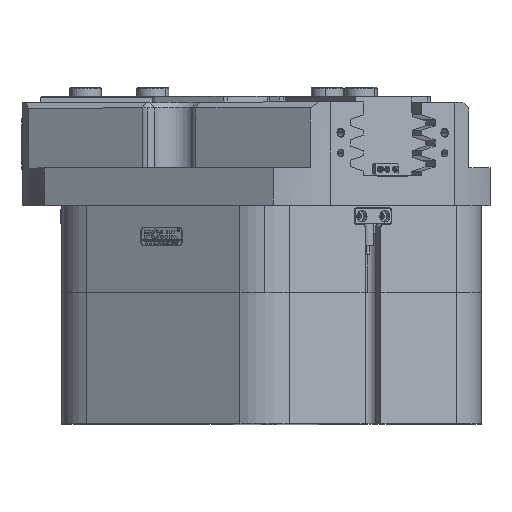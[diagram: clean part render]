
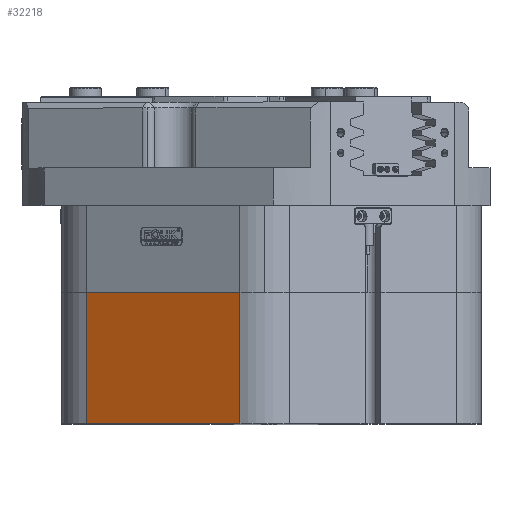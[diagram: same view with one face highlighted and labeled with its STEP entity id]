
A CAD part, top view. The second image highlights one B-rep face of the part: STEP entity #32218.
In plain terms, the highlighted face is planar.
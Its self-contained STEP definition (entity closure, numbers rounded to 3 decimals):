
#165 = CARTESIAN_POINT ( 'NONE',  ( 125., 0., -95.263 ) ) ;
#390 = LINE ( 'NONE', #165, #43501 ) ;
#1086 = EDGE_CURVE ( 'NONE', #26394, #44371, #43020, .T. ) ;
#1845 = CARTESIAN_POINT ( 'NONE',  ( 20., 0., -155.885 ) ) ;
#2101 = CARTESIAN_POINT ( 'NONE',  ( 290., 0., 0. ) ) ;
#2578 = PLANE ( 'NONE',  #20368 ) ;
#5403 = LINE ( 'NONE', #17870, #40137 ) ;
#6332 = CARTESIAN_POINT ( 'NONE',  ( 72.5, 0., -125.574 ) ) ;
#10243 = DIRECTION ( 'NONE',  ( -0.866, 0., -0.5 ) ) ;
#11609 = VERTEX_POINT ( 'NONE', #27256 ) ;
#11824 = DIRECTION ( 'NONE',  ( 0., -1., 0. ) ) ;
#17870 = CARTESIAN_POINT ( 'NONE',  ( 20., 0., -155.885 ) ) ;
#18578 = CARTESIAN_POINT ( 'NONE',  ( 20., 90., -155.885 ) ) ;
#20368 = AXIS2_PLACEMENT_3D ( 'NONE', #2101, #28900, #10243 ) ;
#21226 = ORIENTED_EDGE ( 'NONE', *, *, #45822, .T. ) ;
#22258 = CARTESIAN_POINT ( 'NONE',  ( 125., 90., -95.263 ) ) ;
#22424 = DIRECTION ( 'NONE',  ( 0., 1., 0. ) ) ;
#26394 = VERTEX_POINT ( 'NONE', #39185 ) ;
#26805 = VECTOR ( 'NONE', #44996, 1000. ) ;
#27256 = CARTESIAN_POINT ( 'NONE',  ( 125., 90., -95.263 ) ) ;
#28900 = DIRECTION ( 'NONE',  ( 0.5, 0., -0.866 ) ) ;
#29894 = VECTOR ( 'NONE', #32710, 1000. ) ;
#30163 = EDGE_CURVE ( 'NONE', #44371, #35413, #5403, .T. ) ;
#32218 = ADVANCED_FACE ( 'NONE', ( #41847 ), #2578, .T. ) ;
#32710 = DIRECTION ( 'NONE',  ( -0.866, 0., -0.5 ) ) ;
#33863 = ORIENTED_EDGE ( 'NONE', *, *, #1086, .T. ) ;
#34161 = ORIENTED_EDGE ( 'NONE', *, *, #34214, .F. ) ;
#34214 = EDGE_CURVE ( 'NONE', #11609, #35413, #48918, .T. ) ;
#35413 = VERTEX_POINT ( 'NONE', #18578 ) ;
#37381 = EDGE_LOOP ( 'NONE', ( #49034, #34161, #21226, #33863 ) ) ;
#39185 = CARTESIAN_POINT ( 'NONE',  ( 125., 0., -95.263 ) ) ;
#40137 = VECTOR ( 'NONE', #22424, 1000. ) ;
#41847 = FACE_OUTER_BOUND ( 'NONE', #37381, .T. ) ;
#43020 = LINE ( 'NONE', #6332, #29894 ) ;
#43501 = VECTOR ( 'NONE', #11824, 1000. ) ;
#44371 = VERTEX_POINT ( 'NONE', #1845 ) ;
#44996 = DIRECTION ( 'NONE',  ( -0.866, 0., -0.5 ) ) ;
#45822 = EDGE_CURVE ( 'NONE', #11609, #26394, #390, .T. ) ;
#48918 = LINE ( 'NONE', #22258, #26805 ) ;
#49034 = ORIENTED_EDGE ( 'NONE', *, *, #30163, .T. ) ;
